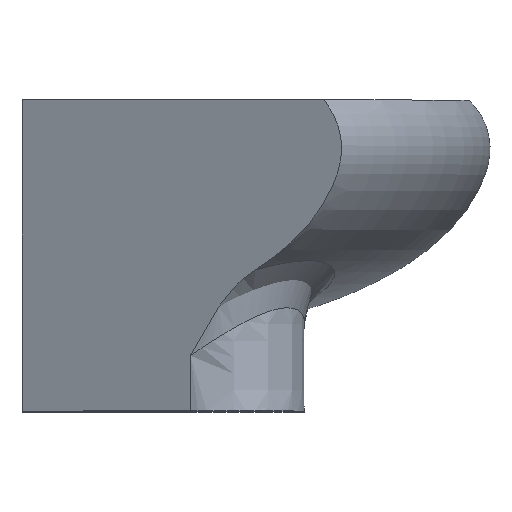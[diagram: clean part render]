
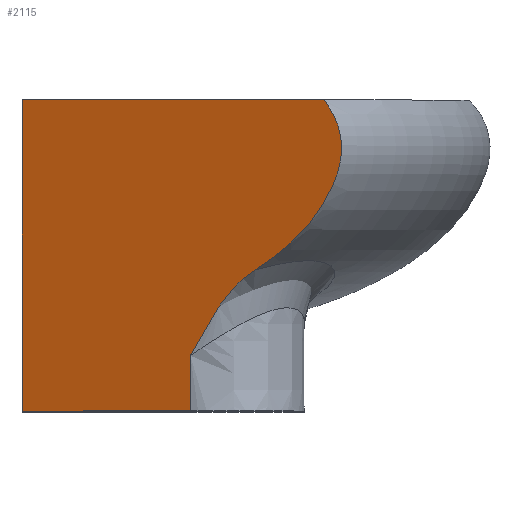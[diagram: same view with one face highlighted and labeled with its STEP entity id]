
A CAD part, top view. The second image highlights one B-rep face of the part: STEP entity #2115.
In plain terms, the highlighted planar face has unit normal (-0.416, 0, 0.909).
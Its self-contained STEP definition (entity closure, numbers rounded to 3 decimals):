
#154=CARTESIAN_POINT('',(52.484,31.755,94.038));
#156=CARTESIAN_POINT('',(67.999,70.,101.145));
#157=CARTESIAN_POINT('',(68.471,69.363,101.361));
#158=CARTESIAN_POINT('',(69.327,68.089,101.753));
#159=CARTESIAN_POINT('',(70.341,66.197,102.218));
#160=CARTESIAN_POINT('',(71.113,64.284,102.571));
#161=CARTESIAN_POINT('',(71.64,62.339,102.812));
#162=CARTESIAN_POINT('',(71.916,60.347,102.939));
#163=CARTESIAN_POINT('',(71.934,58.319,102.947));
#164=CARTESIAN_POINT('',(71.701,56.303,102.84));
#165=CARTESIAN_POINT('',(71.255,54.356,102.636));
#166=CARTESIAN_POINT('',(70.656,52.512,102.362));
#167=CARTESIAN_POINT('',(69.897,50.647,102.014));
#168=CARTESIAN_POINT('',(68.957,48.671,101.584));
#169=CARTESIAN_POINT('',(67.777,46.512,101.043));
#170=CARTESIAN_POINT('',(66.268,44.169,100.352));
#171=CARTESIAN_POINT('',(64.386,41.736,99.49));
#172=CARTESIAN_POINT('',(62.107,39.258,98.446));
#173=CARTESIAN_POINT('',(59.39,36.745,97.202));
#174=CARTESIAN_POINT('',(56.216,34.23,95.748));
#175=CARTESIAN_POINT('',(53.782,32.575,94.633));
#176=CARTESIAN_POINT('',(52.484,31.755,94.038));
#330=CARTESIAN_POINT('',(37.883,12.417,87.351));
#331=CARTESIAN_POINT('',(38.476,13.582,87.623));
#332=CARTESIAN_POINT('',(39.643,15.846,88.157));
#333=CARTESIAN_POINT('',(41.414,19.036,88.968));
#334=CARTESIAN_POINT('',(43.194,21.927,89.784));
#335=CARTESIAN_POINT('',(44.992,24.518,90.607));
#336=CARTESIAN_POINT('',(46.796,26.775,91.434));
#337=CARTESIAN_POINT('',(48.562,28.659,92.242));
#338=CARTESIAN_POINT('',(50.363,30.28,93.067));
#339=CARTESIAN_POINT('',(51.75,31.291,93.702));
#340=CARTESIAN_POINT('',(52.484,31.755,94.038));
#571=DIRECTION('',(0.909,0.,0.416));
#572=VECTOR('',#571,41.667);
#573=CARTESIAN_POINT('',(0.,0.,70.));
#574=LINE('',#573,#572);
#598=DIRECTION('',(0.,1.,0.));
#599=VECTOR('',#598,70.);
#600=CARTESIAN_POINT('',(0.,0.,70.));
#601=LINE('',#600,#599);
#739=CARTESIAN_POINT('',(37.883,12.417,87.351));
#741=DIRECTION('',(0.,1.,0.));
#742=VECTOR('',#741,12.417);
#743=CARTESIAN_POINT('',(37.883,0.,87.351));
#744=LINE('',#743,#742);
#754=DIRECTION('',(-0.909,0.,-0.416));
#755=VECTOR('',#754,74.792);
#756=CARTESIAN_POINT('',(67.999,70.,101.145));
#757=LINE('',#756,#755);
#758=CARTESIAN_POINT('',(0.,0.,70.));
#759=CARTESIAN_POINT('',(37.883,0.,87.351));
#760=VERTEX_POINT('',#758);
#761=VERTEX_POINT('',#759);
#762=CARTESIAN_POINT('',(67.999,70.,101.145));
#763=CARTESIAN_POINT('',(0.,70.,70.));
#764=VERTEX_POINT('',#762);
#765=VERTEX_POINT('',#763);
#778=VERTEX_POINT('',#154);
#781=VERTEX_POINT('',#739);
#2100=CARTESIAN_POINT('',(0.,0.,70.));
#2101=DIRECTION('',(-0.416,0.,0.909));
#2102=DIRECTION('',(0.909,0.,0.416));
#2103=AXIS2_PLACEMENT_3D('',#2100,#2101,#2102);
#2104=PLANE('',#2103);
#2105=ORIENTED_EDGE('',*,*,#808,.T.);
#2106=ORIENTED_EDGE('',*,*,#1395,.F.);
#2108=ORIENTED_EDGE('',*,*,#2107,.F.);
#2109=ORIENTED_EDGE('',*,*,#2093,.F.);
#2110=ORIENTED_EDGE('',*,*,#2082,.T.);
#2112=ORIENTED_EDGE('',*,*,#2111,.F.);
#2113=EDGE_LOOP('',(#2105,#2106,#2108,#2109,#2110,#2112));
#2114=FACE_OUTER_BOUND('',#2113,.F.);
#177=B_SPLINE_CURVE_WITH_KNOTS('',3,(#156,#157,#158,#159,#160,#161,#162,#163,
#164,#165,#166,#167,#168,#169,#170,#171,#172,#173,#174,#175,#176),.UNSPECIFIED.,
.F.,.F.,(4,1,1,1,1,1,1,1,1,1,1,1,1,1,1,1,1,1,4),(0.,0.056,
0.111,0.167,0.222,0.278,
0.333,0.389,0.444,0.5,0.556,
0.611,0.667,0.722,0.778,
0.833,0.889,0.944,1.),.UNSPECIFIED.);
#341=B_SPLINE_CURVE_WITH_KNOTS('',3,(#330,#331,#332,#333,#334,#335,#336,#337,
#338,#339,#340),.UNSPECIFIED.,.F.,.F.,(4,1,1,1,1,1,1,1,4),(0.,0.125,0.25,
0.375,0.5,0.625,0.75,0.875,1.),.UNSPECIFIED.);
#808=EDGE_CURVE('',#764,#778,#177,.T.);
#1395=EDGE_CURVE('',#781,#778,#341,.T.);
#2082=EDGE_CURVE('',#760,#765,#601,.T.);
#2093=EDGE_CURVE('',#760,#761,#574,.T.);
#2107=EDGE_CURVE('',#761,#781,#744,.T.);
#2111=EDGE_CURVE('',#764,#765,#757,.T.);
#2115=ADVANCED_FACE('',(#2114),#2104,.T.);
